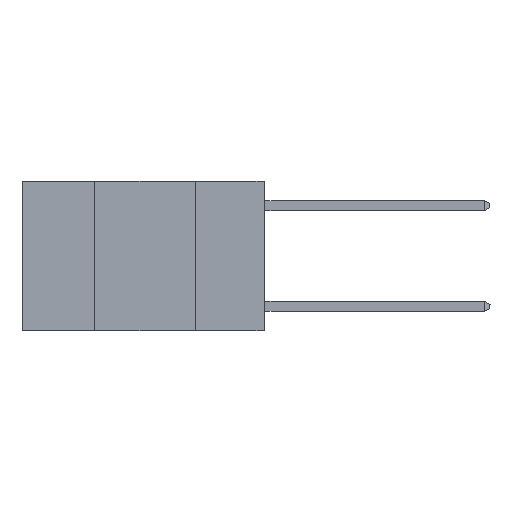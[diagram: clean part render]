
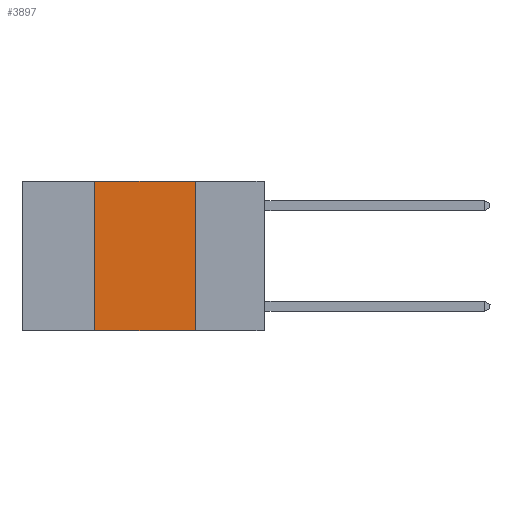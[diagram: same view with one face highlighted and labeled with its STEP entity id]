
A CAD part, left-side view. The second image highlights one B-rep face of the part: STEP entity #3897.
In plain terms, the highlighted planar face has unit normal (-1, 0, 0).
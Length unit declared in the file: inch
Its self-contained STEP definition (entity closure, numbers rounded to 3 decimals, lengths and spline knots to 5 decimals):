
#219 = VECTOR ( 'NONE', #3078, 39.37008 ) ;
#449 = DIRECTION ( 'NONE',  ( 1., 0., 0. ) ) ;
#592 = VERTEX_POINT ( 'NONE', #13489 ) ;
#785 = FACE_OUTER_BOUND ( 'NONE', #4021, .T. ) ;
#1376 = LINE ( 'NONE', #9659, #6673 ) ;
#1599 = ORIENTED_EDGE ( 'NONE', *, *, #9329, .F. ) ;
#1932 = ORIENTED_EDGE ( 'NONE', *, *, #5586, .F. ) ;
#2637 = LINE ( 'NONE', #7614, #10636 ) ;
#3018 = EDGE_CURVE ( 'NONE', #3087, #4957, #2637, .T. ) ;
#3078 = DIRECTION ( 'NONE',  ( 0., 0., 1. ) ) ;
#3087 = VERTEX_POINT ( 'NONE', #10125 ) ;
#3166 = DIRECTION ( 'NONE',  ( 0., -1., 0. ) ) ;
#3897 = ADVANCED_FACE ( 'NONE', ( #785 ), #4652, .F. ) ;
#4021 = EDGE_LOOP ( 'NONE', ( #1599, #4430, #1932, #4758 ) ) ;
#4258 = EDGE_CURVE ( 'NONE', #592, #8657, #13539, .T. ) ;
#4430 = ORIENTED_EDGE ( 'NONE', *, *, #4258, .F. ) ;
#4652 = PLANE ( 'NONE',  #8818 ) ;
#4758 = ORIENTED_EDGE ( 'NONE', *, *, #3018, .T. ) ;
#4921 = VECTOR ( 'NONE', #3166, 39.37008 ) ;
#4957 = VERTEX_POINT ( 'NONE', #9477 ) ;
#5586 = EDGE_CURVE ( 'NONE', #3087, #592, #6206, .T. ) ;
#6206 = LINE ( 'NONE', #6216, #219 ) ;
#6216 = CARTESIAN_POINT ( 'NONE',  ( 0., 0.42, 0. ) ) ;
#6673 = VECTOR ( 'NONE', #10701, 39.37008 ) ;
#7614 = CARTESIAN_POINT ( 'NONE',  ( 0., 0.6, -0.37 ) ) ;
#7829 = DIRECTION ( 'NONE',  ( 0., 0., -1. ) ) ;
#7841 = DIRECTION ( 'NONE',  ( 0., -1., 0. ) ) ;
#8657 = VERTEX_POINT ( 'NONE', #11713 ) ;
#8818 = AXIS2_PLACEMENT_3D ( 'NONE', #10906, #449, #7829 ) ;
#9329 = EDGE_CURVE ( 'NONE', #8657, #4957, #1376, .T. ) ;
#9477 = CARTESIAN_POINT ( 'NONE',  ( 0., 0.17, -0.37 ) ) ;
#9659 = CARTESIAN_POINT ( 'NONE',  ( 0., 0.17, 0. ) ) ;
#10125 = CARTESIAN_POINT ( 'NONE',  ( 0., 0.42, -0.37 ) ) ;
#10636 = VECTOR ( 'NONE', #7841, 39.37008 ) ;
#10701 = DIRECTION ( 'NONE',  ( 0., 0., -1. ) ) ;
#10906 = CARTESIAN_POINT ( 'NONE',  ( 0., 0.6, 0. ) ) ;
#11478 = CARTESIAN_POINT ( 'NONE',  ( 0., 0.6, 0. ) ) ;
#11713 = CARTESIAN_POINT ( 'NONE',  ( 0., 0.17, 0. ) ) ;
#13489 = CARTESIAN_POINT ( 'NONE',  ( 0., 0.42, 0. ) ) ;
#13539 = LINE ( 'NONE', #11478, #4921 ) ;
